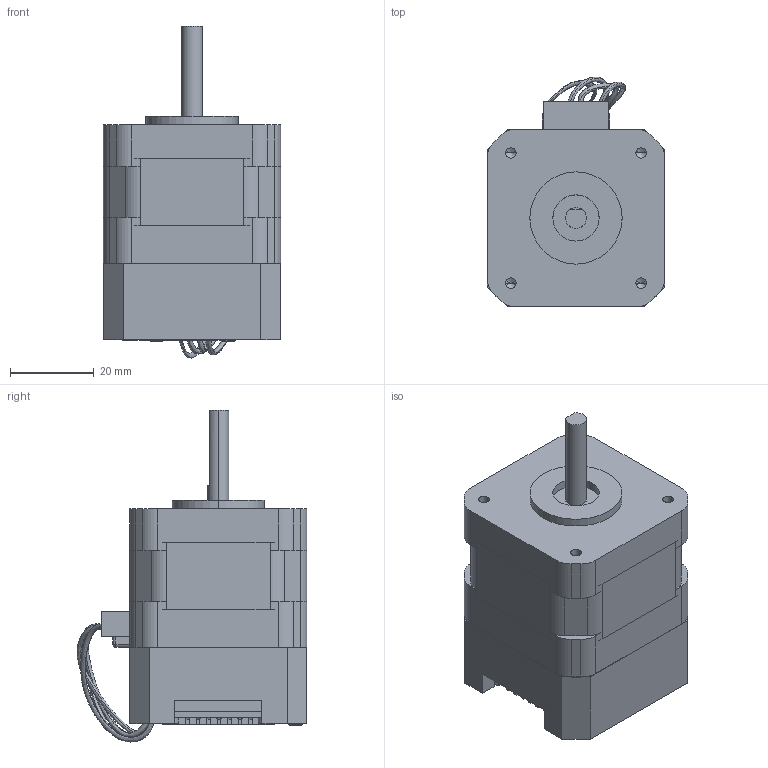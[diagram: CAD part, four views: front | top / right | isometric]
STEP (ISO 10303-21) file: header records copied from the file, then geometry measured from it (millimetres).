
FILE_DESCRIPTION (( 'STEP AP203' ), '1' );
FILE_NAME ('BTT S42C Closer Loop Stepper Motor.STEP', '2025-12-15T04:06:43', ( '' ), ( '' ), 'SwSTEP 2.0', 'SolidWorks 2023', '' );
FILE_SCHEMA (( 'CONFIG_CONTROL_DESIGN' ));
Length unit declared in the file: millimetre
Products named in the file (1): BTT S42C Closer Loop Stepper Motor
Bounding box: 42.2 x 54.74 x 79.08 mm (x, y, z)
Volume: 81121.6 mm3; surface area: 28695.1 mm2
Topology: 9 solids, 9 shells, 500 faces, 1209 edges, 774 vertices
Faces by surface type: plane 322, cylinder 140, torus 16, cone 12, bspline 8, sphere 2
Entity records: 16335 total; most frequent: CARTESIAN_POINT 4540, DIRECTION 2410, ORIENTED_EDGE 2398, EDGE_CURVE 1199, VECTOR 874, LINE 874, VERTEX_POINT 774, AXIS2_PLACEMENT_3D 768
